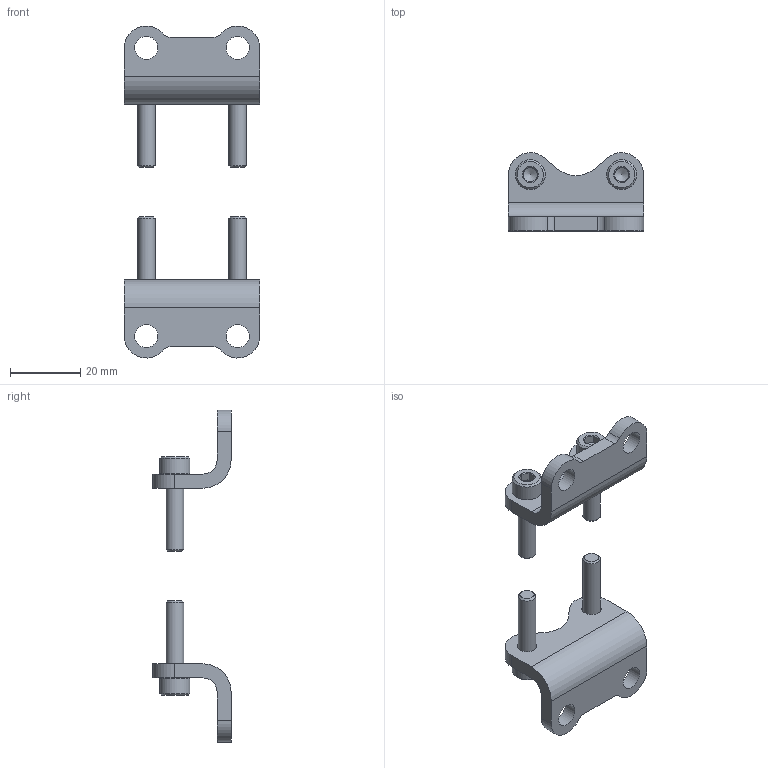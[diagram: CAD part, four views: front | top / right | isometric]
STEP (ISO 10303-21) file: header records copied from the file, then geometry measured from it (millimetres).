
FILE_DESCRIPTION(/* description */ ('STEP AP214'),/* implementation_level */ '2;1');
FILE_NAME(/* name */ '157311_HUA-25',/* time_stamp */ '2024-08-29T13:18:05+02:00',/* author */ ('License CC BY-ND 4.0'),/* organization */ ('CADENAS'),/* preprocessor_version */ 'ST-DEVELOPER v19.3',/* originating_system */ 'PARTsolutions',/* authorisation */ ' ');
FILE_SCHEMA (('AUTOMOTIVE_DESIGN {1 0 10303 214 3 1 1}'));
Length unit declared in the file: millimetre
Products named in the file (3): 157311 HUA-25---(50); 157311 HUA-25---(F); DIN-912 - M5x22(F)
Assembly tree (6 placements, depth 2):
  157311 HUA-25---(50)
    157311 HUA-25---(F)  x2
    DIN-912 - M5x22(F)  x4
Bounding box: 38.5 x 22.25 x 94.47 mm (x, y, z)
Volume: 11990.8 mm3; surface area: 8893.7 mm2
Topology: 6 solids, 6 shells, 156 faces, 336 edges, 196 vertices
Faces by surface type: plane 78, cone 44, cylinder 34
Full cylindrical faces by diameter (mm): 5 x4, 5.5 x4, 6.6 x4, 8.5 x4
Entity records: 1454 total; most frequent: DIRECTION 254, CARTESIAN_POINT 248, ORIENTED_EDGE 200, AXIS2_PLACEMENT_3D 103, EDGE_CURVE 100, FACE_BOUND 71, EDGE_LOOP 70, VERTEX_POINT 67
